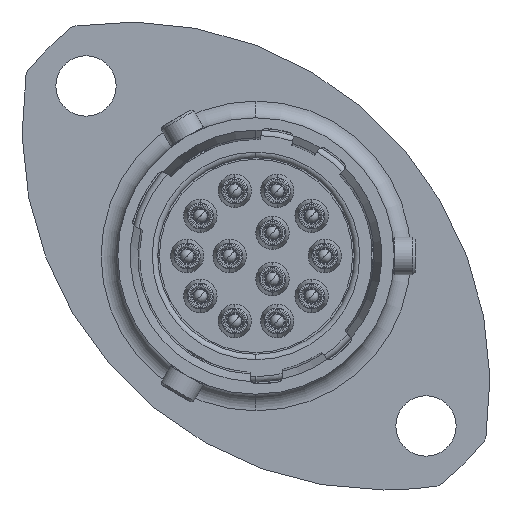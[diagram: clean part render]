
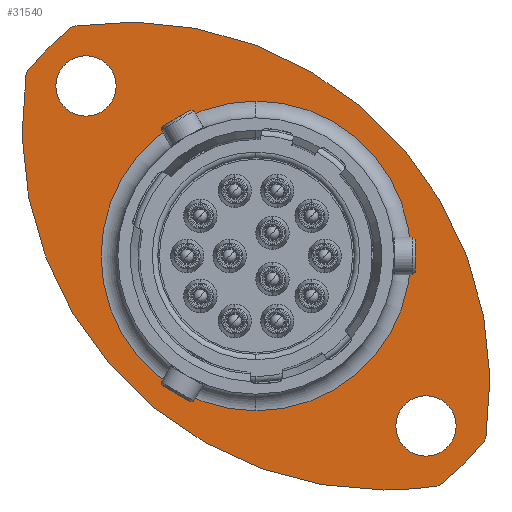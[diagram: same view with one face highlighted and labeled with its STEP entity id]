
A CAD part, left-side view. The second image highlights one B-rep face of the part: STEP entity #31540.
In plain terms, the highlighted planar face has unit normal (-1, 0, 0).
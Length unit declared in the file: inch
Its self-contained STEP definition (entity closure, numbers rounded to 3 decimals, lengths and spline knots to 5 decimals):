
#3823 = CARTESIAN_POINT ( 'NONE',  ( 0.43089, 0.23988, -0.3869 ) ) ;
#3825 = CARTESIAN_POINT ( 'NONE',  ( 0.43089, 0.23988, 0.27018 ) ) ;
#6291 = VERTEX_POINT ( 'NONE', #3823 ) ;
#6293 = VERTEX_POINT ( 'NONE', #3825 ) ;
#6386 = ORIENTED_EDGE ( 'NONE', *, *, #13671, .T. ) ;
#6387 = ORIENTED_EDGE ( 'NONE', *, *, #13429, .T. ) ;
#6388 = ORIENTED_EDGE ( 'NONE', *, *, #13503, .F. ) ;
#6389 = ORIENTED_EDGE ( 'NONE', *, *, #13672, .F. ) ;
#6390 = ORIENTED_EDGE ( 'NONE', *, *, #13499, .F. ) ;
#6391 = ORIENTED_EDGE ( 'NONE', *, *, #13673, .F. ) ;
#6392 = ORIENTED_EDGE ( 'NONE', *, *, #13674, .T. ) ;
#6393 = ORIENTED_EDGE ( 'NONE', *, *, #13493, .T. ) ;
#6394 = ORIENTED_EDGE ( 'NONE', *, *, #13675, .T. ) ;
#6395 = ORIENTED_EDGE ( 'NONE', *, *, #13676, .T. ) ;
#6396 = ORIENTED_EDGE ( 'NONE', *, *, #13677, .T. ) ;
#7875 = CARTESIAN_POINT ( 'NONE',  ( 0.43089, 0.23988, -0.05836 ) ) ;
#7876 = DIRECTION ( 'NONE',  ( 1., 0., 0. ) ) ;
#7877 = DIRECTION ( 'NONE',  ( 0., 0., -1. ) ) ;
#8396 = CARTESIAN_POINT ( 'NONE',  ( 0.43089, -0.03155, 0.21307 ) ) ;
#8398 = DIRECTION ( 'NONE',  ( -1., 0., 0. ) ) ;
#8400 = DIRECTION ( 'NONE',  ( 0., 0., -1. ) ) ;
#8437 = CARTESIAN_POINT ( 'NONE',  ( 0.43089, -0.12063, -0.41887 ) ) ;
#8439 = DIRECTION ( 'NONE',  ( -1., 0., 0. ) ) ;
#8441 = DIRECTION ( 'NONE',  ( 0., 0., -1. ) ) ;
#8474 = CARTESIAN_POINT ( 'NONE',  ( 0.43089, 0.60039, 0.30215 ) ) ;
#8477 = DIRECTION ( 'NONE',  ( -1., 0., 0. ) ) ;
#8478 = DIRECTION ( 'NONE',  ( 0., 0., -1. ) ) ;
#11707 = CIRCLE ( 'NONE', #11713, 0.32854 ) ;
#11713 = AXIS2_PLACEMENT_3D ( 'NONE', #7875, #7876, #7877 ) ;
#11765 = CIRCLE ( 'NONE', #11770, 0.76772 ) ;
#11770 = AXIS2_PLACEMENT_3D ( 'NONE', #8396, #8398, #8400 ) ;
#11772 = CIRCLE ( 'NONE', #11776, 0.06398 ) ;
#11775 = CIRCLE ( 'NONE', #11782, 0.06398 ) ;
#11776 = AXIS2_PLACEMENT_3D ( 'NONE', #8437, #8439, #8441 ) ;
#11782 = AXIS2_PLACEMENT_3D ( 'NONE', #8474, #8477, #8478 ) ;
#12001 = CIRCLE ( 'NONE', #12006, 0.06398 ) ;
#12003 = CIRCLE ( 'NONE', #12004, 0.32854 ) ;
#12004 = AXIS2_PLACEMENT_3D ( 'NONE', #12758, #12759, #12760 ) ;
#12005 = CIRCLE ( 'NONE', #12008, 0.06398 ) ;
#12006 = AXIS2_PLACEMENT_3D ( 'NONE', #12761, #12762, #12763 ) ;
#12007 = CIRCLE ( 'NONE', #12010, 0.76772 ) ;
#12008 = AXIS2_PLACEMENT_3D ( 'NONE', #12764, #12765, #12766 ) ;
#12009 = CIRCLE ( 'NONE', #12012, 0.62303 ) ;
#12010 = AXIS2_PLACEMENT_3D ( 'NONE', #12767, #12768, #12769 ) ;
#12011 = CIRCLE ( 'NONE', #12014, 0.76772 ) ;
#12012 = AXIS2_PLACEMENT_3D ( 'NONE', #12770, #12771, #12772 ) ;
#12013 = CIRCLE ( 'NONE', #12016, 0.62303 ) ;
#12014 = AXIS2_PLACEMENT_3D ( 'NONE', #12775, #12776, #12777 ) ;
#12016 = AXIS2_PLACEMENT_3D ( 'NONE', #12779, #12780, #12781 ) ;
#12758 = CARTESIAN_POINT ( 'NONE',  ( 0.43089, 0.23988, -0.05836 ) ) ;
#12759 = DIRECTION ( 'NONE',  ( 1., 0., 0. ) ) ;
#12760 = DIRECTION ( 'NONE',  ( 0., 0., -1. ) ) ;
#12761 = CARTESIAN_POINT ( 'NONE',  ( 0.43089, 0.60039, 0.30215 ) ) ;
#12762 = DIRECTION ( 'NONE',  ( -1., 0., 0. ) ) ;
#12763 = DIRECTION ( 'NONE',  ( 0., 0., -1. ) ) ;
#12764 = CARTESIAN_POINT ( 'NONE',  ( 0.43089, -0.12063, -0.41887 ) ) ;
#12765 = DIRECTION ( 'NONE',  ( -1., 0., 0. ) ) ;
#12766 = DIRECTION ( 'NONE',  ( 0., 0., -1. ) ) ;
#12767 = CARTESIAN_POINT ( 'NONE',  ( 0.43089, -0.03155, 0.21307 ) ) ;
#12768 = DIRECTION ( 'NONE',  ( -1., 0., 0. ) ) ;
#12769 = DIRECTION ( 'NONE',  ( 0., 0., -1. ) ) ;
#12770 = CARTESIAN_POINT ( 'NONE',  ( 0.43089, 0.23988, -0.05836 ) ) ;
#12771 = DIRECTION ( 'NONE',  ( -1., 0., 0. ) ) ;
#12772 = DIRECTION ( 'NONE',  ( 0., 0., 1. ) ) ;
#12775 = CARTESIAN_POINT ( 'NONE',  ( 0.43089, 0.51131, -0.32979 ) ) ;
#12776 = DIRECTION ( 'NONE',  ( -1., 0., 0. ) ) ;
#12777 = DIRECTION ( 'NONE',  ( 0., 0., -1. ) ) ;
#12779 = CARTESIAN_POINT ( 'NONE',  ( 0.43089, 0.23988, -0.05836 ) ) ;
#12780 = DIRECTION ( 'NONE',  ( -1., 0., 0. ) ) ;
#12781 = DIRECTION ( 'NONE',  ( 0., 0., 1. ) ) ;
#13429 = EDGE_CURVE ( 'NONE', #6293, #6291, #11707, .T. ) ;
#13493 = EDGE_CURVE ( 'NONE', #45025, #44907, #11765, .T. ) ;
#13499 = EDGE_CURVE ( 'NONE', #44909, #42894, #11772, .T. ) ;
#13503 = EDGE_CURVE ( 'NONE', #42896, #42895, #11775, .T. ) ;
#13671 = EDGE_CURVE ( 'NONE', #6291, #6293, #12003, .T. ) ;
#13672 = EDGE_CURVE ( 'NONE', #42895, #42896, #12001, .T. ) ;
#13673 = EDGE_CURVE ( 'NONE', #42894, #44909, #12005, .T. ) ;
#13674 = EDGE_CURVE ( 'NONE', #44623, #45025, #12007, .T. ) ;
#13675 = EDGE_CURVE ( 'NONE', #44907, #44619, #12009, .T. ) ;
#13676 = EDGE_CURVE ( 'NONE', #44619, #44631, #12011, .T. ) ;
#13677 = EDGE_CURVE ( 'NONE', #44631, #44623, #12013, .T. ) ;
#22989 = AXIS2_PLACEMENT_3D ( 'NONE', #23540, #23541, #23542 ) ;
#23523 = PLANE ( 'NONE',  #22989 ) ;
#23524 = FACE_BOUND ( 'NONE', #44938, .T. ) ;
#23526 = FACE_BOUND ( 'NONE', #44940, .T. ) ;
#23528 = FACE_BOUND ( 'NONE', #44936, .T. ) ;
#23530 = FACE_OUTER_BOUND ( 'NONE', #42907, .T. ) ;
#23540 = CARTESIAN_POINT ( 'NONE',  ( 0.43089, 0.53299, -0.05836 ) ) ;
#23541 = DIRECTION ( 'NONE',  ( 1., 0., 0. ) ) ;
#23542 = DIRECTION ( 'NONE',  ( 0., 0., -1. ) ) ;
#29403 = CARTESIAN_POINT ( 'NONE',  ( 0.43089, -0.12063, -0.3549 ) ) ;
#29404 = CARTESIAN_POINT ( 'NONE',  ( 0.43089, 0.60039, 0.36613 ) ) ;
#29406 = CARTESIAN_POINT ( 'NONE',  ( 0.43089, 0.60039, 0.23818 ) ) ;
#31540 = ADVANCED_FACE ( 'NONE', ( #23524, #23526, #23528, #23530 ), #23523, .F. ) ;
#40220 = CARTESIAN_POINT ( 'NONE',  ( 0.43089, -0.24749, -0.44649 ) ) ;
#40228 = CARTESIAN_POINT ( 'NONE',  ( 0.43089, 0.72725, 0.32977 ) ) ;
#40239 = CARTESIAN_POINT ( 'NONE',  ( 0.43089, 0.62801, 0.42901 ) ) ;
#40500 = CARTESIAN_POINT ( 'NONE',  ( 0.43089, -0.14825, -0.54573 ) ) ;
#40504 = CARTESIAN_POINT ( 'NONE',  ( 0.43089, -0.12063, -0.48285 ) ) ;
#40632 = CARTESIAN_POINT ( 'NONE',  ( 0.43089, -0.03155, -0.55465 ) ) ;
#42894 = VERTEX_POINT ( 'NONE', #29403 ) ;
#42895 = VERTEX_POINT ( 'NONE', #29404 ) ;
#42896 = VERTEX_POINT ( 'NONE', #29406 ) ;
#42907 = EDGE_LOOP ( 'NONE', ( #6392, #6393, #6394, #6395, #6396 ) ) ;
#44619 = VERTEX_POINT ( 'NONE', #40220 ) ;
#44623 = VERTEX_POINT ( 'NONE', #40228 ) ;
#44631 = VERTEX_POINT ( 'NONE', #40239 ) ;
#44907 = VERTEX_POINT ( 'NONE', #40500 ) ;
#44909 = VERTEX_POINT ( 'NONE', #40504 ) ;
#44936 = EDGE_LOOP ( 'NONE', ( #6390, #6391 ) ) ;
#44938 = EDGE_LOOP ( 'NONE', ( #6386, #6387 ) ) ;
#44940 = EDGE_LOOP ( 'NONE', ( #6388, #6389 ) ) ;
#45025 = VERTEX_POINT ( 'NONE', #40632 ) ;
